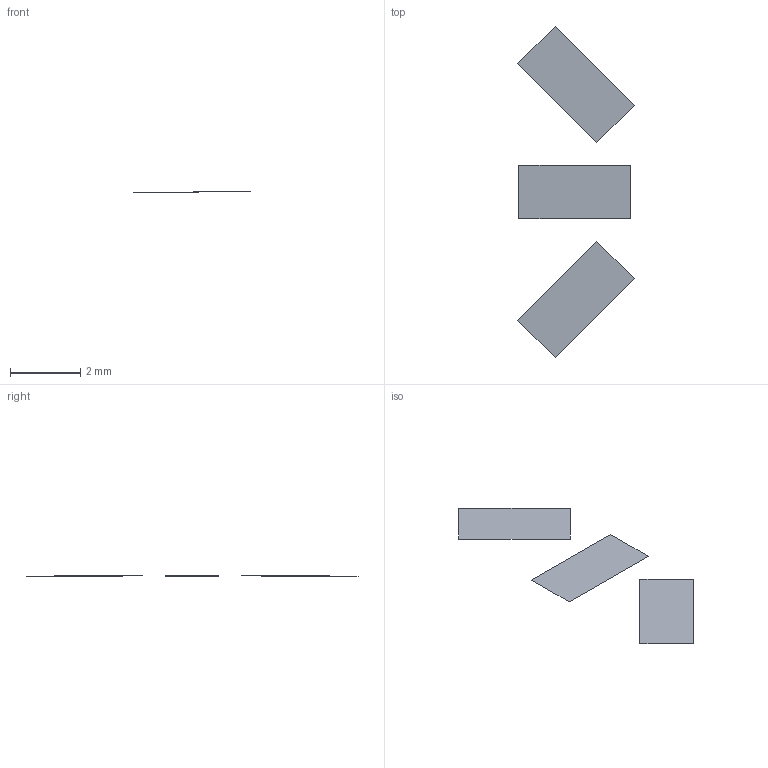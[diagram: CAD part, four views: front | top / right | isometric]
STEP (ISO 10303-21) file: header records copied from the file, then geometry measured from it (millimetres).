
FILE_DESCRIPTION(('STEP AP214'),'1');
FILE_NAME('rosette_reference_1.stp','2024-03-22T02:45:32',(' '),(' '),'Spatial InterOp 3D',' ',' ');
FILE_SCHEMA(('AUTOMOTIVE_DESIGN { 1 0 10303 214 1 1 1 1 }'));
Length unit declared in the file: metre
Products named in the file (2): rosette_reference_1; CEA-XX-125UR-350
Assembly tree (1 placements, depth 2):
  rosette_reference_1
    CEA-XX-125UR-350
Bounding box: 3.32 x 9.44 x 0 mm (x, y, z)
Surface area: 14.5 mm2 (no closed solid volume)
Topology: 0 solids, 3 shells, 3 faces, 12 edges, 12 vertices
Faces by surface type: plane 3
Entity records: 200 total; most frequent: CARTESIAN_POINT 29, DIRECTION 22, ORIENTED_EDGE 12, EDGE_CURVE 12, VERTEX_POINT 12, LINE 12, VECTOR 12, AXIS2_PLACEMENT_3D 5
